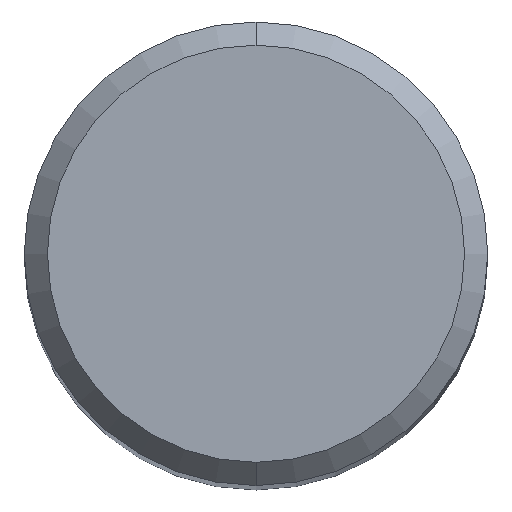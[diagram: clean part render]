
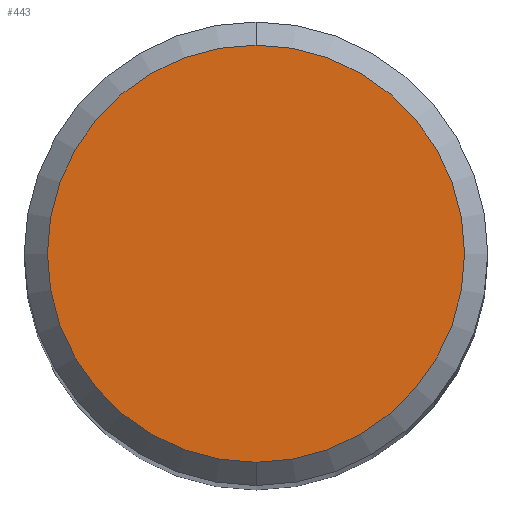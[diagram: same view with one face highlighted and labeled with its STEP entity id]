
A CAD part, top view. The second image highlights one B-rep face of the part: STEP entity #443.
In plain terms, the highlighted planar face has unit normal (0, 0, 1).
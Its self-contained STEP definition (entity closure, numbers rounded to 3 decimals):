
#269=EDGE_CURVE('',#359,#339,#589,.T.);
#323=EDGE_CURVE('',#339,#359,#649,.T.);
#339=VERTEX_POINT('',#667);
#359=VERTEX_POINT('',#687);
#443=ADVANCED_FACE('',(#778),#779,.T.);
#589=CIRCLE('',#1039,4.5);
#649=CIRCLE('',#1145,4.5);
#667=CARTESIAN_POINT('',(0.,-4.5,0.0));
#687=CARTESIAN_POINT('',(0.0,4.5,0.0));
#778=FACE_OUTER_BOUND('',#1435,.T.);
#779=PLANE('',#1436);
#1039=AXIS2_PLACEMENT_3D('',#1621,#1622,#1623);
#1145=AXIS2_PLACEMENT_3D('',#1699,#1700,#1701);
#1435=EDGE_LOOP('',(#1818,#1819));
#1436=AXIS2_PLACEMENT_3D('',#1820,#1821,#1822);
#1621=CARTESIAN_POINT('',(0.0,0.0,0.0));
#1622=DIRECTION('',(0.0,0.0,-1.0));
#1623=DIRECTION('',(0.0,1.0,0.0));
#1699=CARTESIAN_POINT('',(0.0,0.0,0.0));
#1700=DIRECTION('',(0.0,0.0,-1.0));
#1701=DIRECTION('',(0.0,1.0,0.0));
#1818=ORIENTED_EDGE('',*,*,#269,.F.);
#1819=ORIENTED_EDGE('',*,*,#323,.F.);
#1820=CARTESIAN_POINT('',(0.0,2.25,0.0));
#1821=DIRECTION('',(-0.0,0.0,1.0));
#1822=DIRECTION('',(0.0,-1.0,0.0));
